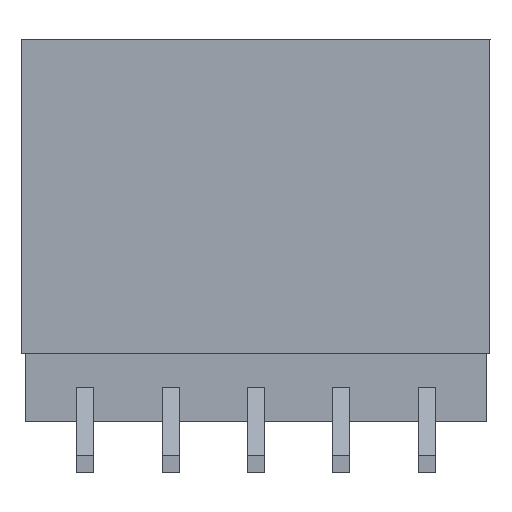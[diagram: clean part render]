
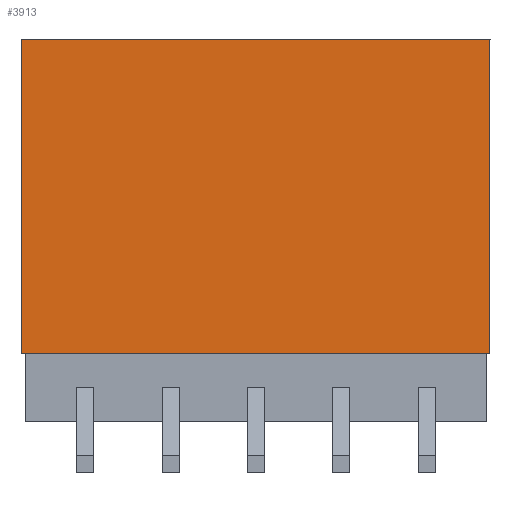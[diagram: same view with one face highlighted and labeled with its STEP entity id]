
A CAD part, left-side view. The second image highlights one B-rep face of the part: STEP entity #3913.
In plain terms, the highlighted planar face has unit normal (-1, 0, 0).
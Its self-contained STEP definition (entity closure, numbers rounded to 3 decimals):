
#296=FACE_OUTER_BOUND('',#522,.T.);
#522=EDGE_LOOP('',(#3104,#3105,#3106,#3107));
#850=LINE('',#6434,#1321);
#851=LINE('',#6436,#1322);
#852=LINE('',#6438,#1323);
#853=LINE('',#6439,#1324);
#1321=VECTOR('',#4573,10.);
#1322=VECTOR('',#4574,10.);
#1323=VECTOR('',#4575,10.);
#1324=VECTOR('',#4576,10.);
#1780=VERTEX_POINT('',#6432);
#1781=VERTEX_POINT('',#6433);
#1782=VERTEX_POINT('',#6435);
#1783=VERTEX_POINT('',#6437);
#2256=EDGE_CURVE('',#1780,#1781,#850,.T.);
#2257=EDGE_CURVE('',#1780,#1782,#851,.T.);
#2258=EDGE_CURVE('',#1783,#1782,#852,.T.);
#2259=EDGE_CURVE('',#1781,#1783,#853,.T.);
#3104=ORIENTED_EDGE('',*,*,#2256,.F.);
#3105=ORIENTED_EDGE('',*,*,#2257,.T.);
#3106=ORIENTED_EDGE('',*,*,#2258,.F.);
#3107=ORIENTED_EDGE('',*,*,#2259,.F.);
#3695=PLANE('',#4110);
#3913=ADVANCED_FACE('',(#296),#3695,.T.);
#4110=AXIS2_PLACEMENT_3D('',#6431,#4571,#4572);
#4571=DIRECTION('center_axis',(-1.,0.,0.));
#4572=DIRECTION('ref_axis',(0.,-1.,0.));
#4573=DIRECTION('',(0.,1.,0.));
#4574=DIRECTION('',(0.,0.,1.));
#4575=DIRECTION('',(0.,-1.,0.));
#4576=DIRECTION('',(0.,0.,1.));
#6431=CARTESIAN_POINT('Origin',(-6.95,6.85,0.));
#6432=CARTESIAN_POINT('',(-6.95,-6.85,0.));
#6433=CARTESIAN_POINT('',(-6.95,6.85,0.));
#6434=CARTESIAN_POINT('',(-6.95,-6.85,0.));
#6435=CARTESIAN_POINT('',(-6.95,-6.85,9.2));
#6436=CARTESIAN_POINT('',(-6.95,-6.85,0.));
#6437=CARTESIAN_POINT('',(-6.95,6.85,9.2));
#6438=CARTESIAN_POINT('',(-6.95,-6.85,9.2));
#6439=CARTESIAN_POINT('',(-6.95,6.85,0.));
